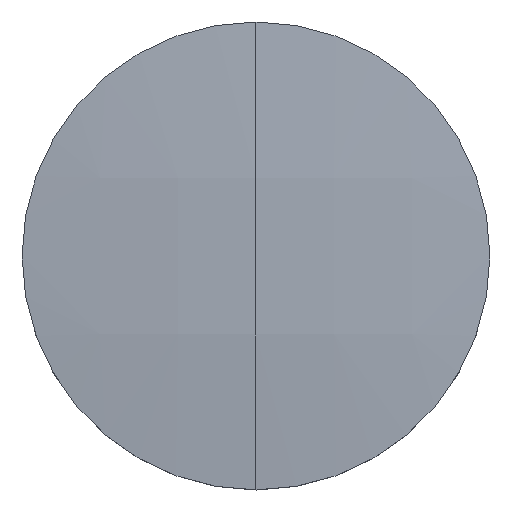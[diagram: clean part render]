
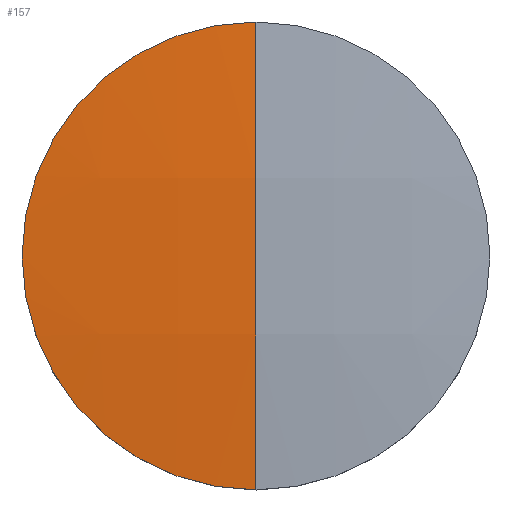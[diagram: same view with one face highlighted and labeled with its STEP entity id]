
A CAD part, top view. The second image highlights one B-rep face of the part: STEP entity #157.
In plain terms, the highlighted free-form (B-spline) face has degree [3, 3] with [4, 4] control points.
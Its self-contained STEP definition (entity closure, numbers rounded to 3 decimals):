
#26 = DIRECTION ( 'NONE',  ( 0., 0., -1. ) ) ;
#27 = CARTESIAN_POINT ( 'NONE',  ( -6.397, 2.148, 2.309 ) ) ;
#28 = CARTESIAN_POINT ( 'NONE',  ( -4.246, 6.426, 2.113 ) ) ;
#29 = CIRCLE ( 'NONE', #38, 6.35 ) ;
#32 = AXIS2_PLACEMENT_3D ( 'NONE', #220, #26, #138 ) ;
#33 = DIRECTION ( 'NONE',  ( -1., 0., 0. ) ) ;
#34 = CARTESIAN_POINT ( 'NONE',  ( 0., -6.35, 2.216 ) ) ;
#38 = AXIS2_PLACEMENT_3D ( 'NONE', #152, #226, #251 ) ;
#42 = ORIENTED_EDGE ( 'NONE', *, *, #218, .F. ) ;
#70 = EDGE_CURVE ( 'NONE', #275, #80, #195, .T. ) ;
#71 =( BOUNDED_SURFACE ( )  B_SPLINE_SURFACE ( 3, 3, ( 
 ( #92, #280, #115, #169 ),
 ( #144, #73, #119, #246 ),
 ( #145, #167, #166, #27 ),
 ( #197, #120, #28, #74 ) ),
 .UNSPECIFIED., .F., .F., .F. ) 
 B_SPLINE_SURFACE_WITH_KNOTS ( ( 4, 4 ),
 ( 4, 4 ),
 ( 0., 1. ),
 ( 0., 1. ),
 .UNSPECIFIED. ) 
 GEOMETRIC_REPRESENTATION_ITEM ( )  RATIONAL_B_SPLINE_SURFACE ( (
 ( 1., 0.999, 0.999, 1.),
 ( 0.997, 0.997, 0.997, 0.997),
 ( 0.997, 0.997, 0.997, 0.997),
 ( 1., 0.999, 0.999, 1.) ) ) 
 REPRESENTATION_ITEM ( '' )  SURFACE ( )  );
#73 = CARTESIAN_POINT ( 'NONE',  ( -2.136, -2.148, 2.597 ) ) ;
#74 = CARTESIAN_POINT ( 'NONE',  ( -6.362, 6.426, 1.922 ) ) ;
#80 = VERTEX_POINT ( 'NONE', #217 ) ;
#92 = CARTESIAN_POINT ( 'NONE',  ( 0., -6.426, 2.209 ) ) ;
#96 = CIRCLE ( 'NONE', #146, 71.01 ) ;
#106 = FACE_OUTER_BOUND ( 'NONE', #126, .T. ) ;
#113 = ORIENTED_EDGE ( 'NONE', *, *, #70, .F. ) ;
#115 = CARTESIAN_POINT ( 'NONE',  ( -4.246, -6.426, 2.113 ) ) ;
#119 = CARTESIAN_POINT ( 'NONE',  ( -4.27, -2.148, 2.501 ) ) ;
#120 = CARTESIAN_POINT ( 'NONE',  ( -2.124, 6.426, 2.209 ) ) ;
#124 = VERTEX_POINT ( 'NONE', #190 ) ;
#126 = EDGE_LOOP ( 'NONE', ( #113, #187, #42 ) ) ;
#138 = DIRECTION ( 'NONE',  ( 1., 0., 0. ) ) ;
#144 = CARTESIAN_POINT ( 'NONE',  ( 0., -2.148, 2.597 ) ) ;
#145 = CARTESIAN_POINT ( 'NONE',  ( 0., 2.148, 2.597 ) ) ;
#146 = AXIS2_PLACEMENT_3D ( 'NONE', #203, #33, #224 ) ;
#152 = CARTESIAN_POINT ( 'NONE',  ( 0., 0., 2.216 ) ) ;
#157 = ADVANCED_FACE ( 'NONE', ( #106 ), #71, .T. ) ;
#166 = CARTESIAN_POINT ( 'NONE',  ( -4.27, 2.148, 2.501 ) ) ;
#167 = CARTESIAN_POINT ( 'NONE',  ( -2.136, 2.148, 2.597 ) ) ;
#169 = CARTESIAN_POINT ( 'NONE',  ( -6.362, -6.426, 1.922 ) ) ;
#181 = EDGE_CURVE ( 'NONE', #275, #124, #96, .T. ) ;
#187 = ORIENTED_EDGE ( 'NONE', *, *, #181, .T. ) ;
#190 = CARTESIAN_POINT ( 'NONE',  ( 0., 6.35, 2.216 ) ) ;
#195 = CIRCLE ( 'NONE', #32, 6.35 ) ;
#197 = CARTESIAN_POINT ( 'NONE',  ( 0., 6.426, 2.209 ) ) ;
#203 = CARTESIAN_POINT ( 'NONE',  ( 0., 0., -68.51 ) ) ;
#217 = CARTESIAN_POINT ( 'NONE',  ( -6.35, 0., 2.216 ) ) ;
#218 = EDGE_CURVE ( 'NONE', #80, #124, #29, .T. ) ;
#220 = CARTESIAN_POINT ( 'NONE',  ( 0., 0., 2.216 ) ) ;
#224 = DIRECTION ( 'NONE',  ( 0., -1., 0. ) ) ;
#226 = DIRECTION ( 'NONE',  ( 0., 0., -1. ) ) ;
#246 = CARTESIAN_POINT ( 'NONE',  ( -6.397, -2.148, 2.309 ) ) ;
#251 = DIRECTION ( 'NONE',  ( 1., 0., 0. ) ) ;
#275 = VERTEX_POINT ( 'NONE', #34 ) ;
#280 = CARTESIAN_POINT ( 'NONE',  ( -2.124, -6.426, 2.209 ) ) ;
